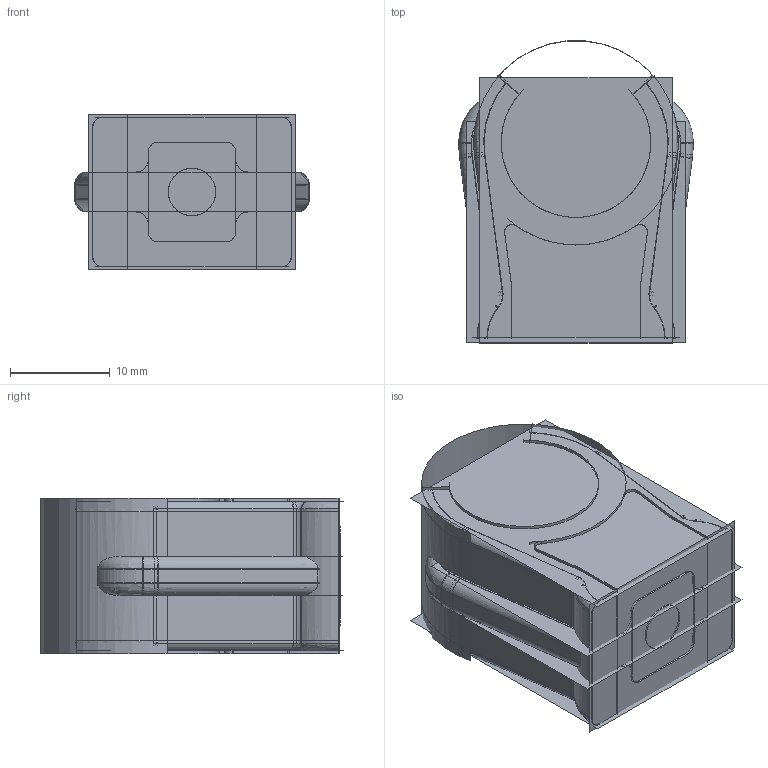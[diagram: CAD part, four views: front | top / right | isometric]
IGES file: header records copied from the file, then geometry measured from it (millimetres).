
Start section:  PTC IGES file: 222199.igs
Global section: file name: 222199.igs; native system: Creo Parametric by PTC Inc.; preprocessor: 2019292; author: PDMAdmin; organization: Unknown; date: 20210312.135413; units: millimetre
Bounding box: 23.5 x 30.27 x 15.6 mm (x, y, z)
Volume: 3502.3 mm3; surface area: 21345.8 mm2
Topology: 1 solids, 1 shells, 188 faces, 1002 edges, 1284 vertices
Faces by surface type: revolution 122, bspline 66
